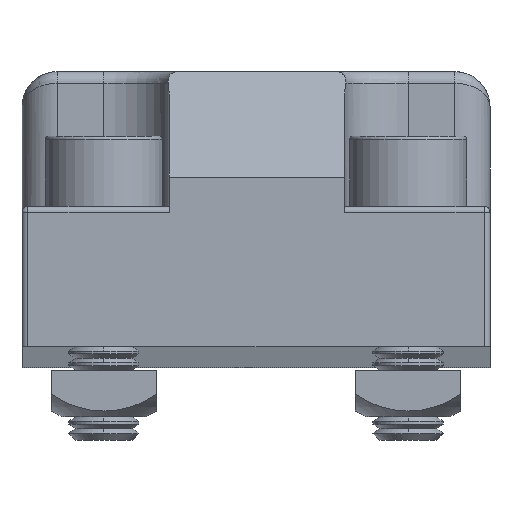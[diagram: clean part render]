
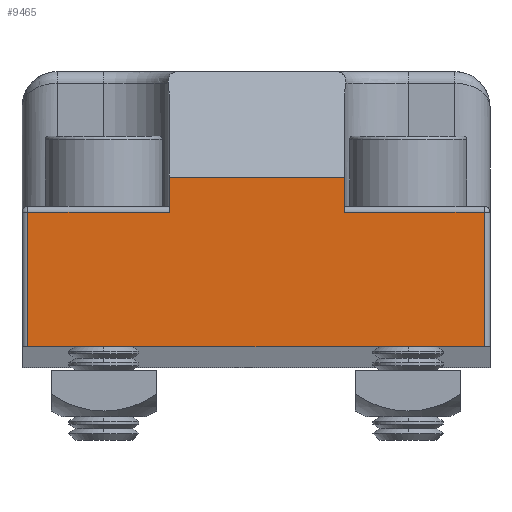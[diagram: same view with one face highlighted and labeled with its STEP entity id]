
A CAD part, front view. The second image highlights one B-rep face of the part: STEP entity #9465.
In plain terms, the highlighted planar face has unit normal (0, -1, 0).
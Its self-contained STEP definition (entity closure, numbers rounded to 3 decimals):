
#1020 = DIRECTION ( 'NONE',  ( 0., 0., 1. ) ) ;
#1142 = LINE ( 'NONE', #3388, #14316 ) ;
#2386 = EDGE_CURVE ( 'NONE', #34722, #9608, #23420, .T. ) ;
#2397 = EDGE_CURVE ( 'NONE', #32471, #20264, #22046, .T. ) ;
#2607 = CARTESIAN_POINT ( 'NONE',  ( -64.995, -5.121, -9.929 ) ) ;
#3388 = CARTESIAN_POINT ( 'NONE',  ( -76.938, -5.121, 1.571 ) ) ;
#3555 = CARTESIAN_POINT ( 'NONE',  ( -91.9, -5.121, 1.571 ) ) ;
#3605 = EDGE_CURVE ( 'NONE', #20264, #13913, #10939, .T. ) ;
#3640 = DIRECTION ( 'NONE',  ( -1., 0., 0. ) ) ;
#3947 = EDGE_CURVE ( 'NONE', #13913, #34722, #10007, .T. ) ;
#4260 = CARTESIAN_POINT ( 'NONE',  ( -90.9, -5.121, 4.571 ) ) ;
#5093 = VECTOR ( 'NONE', #32204, 1000. ) ;
#5197 = LINE ( 'NONE', #9159, #14858 ) ;
#5776 = CARTESIAN_POINT ( 'NONE',  ( -64.995, -5.121, 1.571 ) ) ;
#5796 = VECTOR ( 'NONE', #8844, 1000. ) ;
#6020 = VERTEX_POINT ( 'NONE', #29695 ) ;
#6568 = ORIENTED_EDGE ( 'NONE', *, *, #34957, .T. ) ;
#7088 = EDGE_CURVE ( 'NONE', #15511, #32471, #5197, .T. ) ;
#7199 = ORIENTED_EDGE ( 'NONE', *, *, #2397, .T. ) ;
#8844 = DIRECTION ( 'NONE',  ( 0., 0., 1. ) ) ;
#9159 = CARTESIAN_POINT ( 'NONE',  ( -91.9, -5.121, 13.571 ) ) ;
#9465 = ADVANCED_FACE ( 'NONE', ( #12883 ), #30505, .F. ) ;
#9608 = VERTEX_POINT ( 'NONE', #5776 ) ;
#10007 = LINE ( 'NONE', #25938, #26335 ) ;
#10939 = LINE ( 'NONE', #24419, #23290 ) ;
#11507 = DIRECTION ( 'NONE',  ( 0., 0., -1. ) ) ;
#12883 = FACE_OUTER_BOUND ( 'NONE', #19836, .T. ) ;
#13613 = DIRECTION ( 'NONE',  ( 0., 1., 0. ) ) ;
#13651 = CARTESIAN_POINT ( 'NONE',  ( -91.9, -5.121, 4.571 ) ) ;
#13913 = VERTEX_POINT ( 'NONE', #29359 ) ;
#14313 = LINE ( 'NONE', #4260, #5093 ) ;
#14316 = VECTOR ( 'NONE', #31940, 1000. ) ;
#14463 = DIRECTION ( 'NONE',  ( 1., 0., 0. ) ) ;
#14784 = CARTESIAN_POINT ( 'NONE',  ( -76.938, -5.121, 13.571 ) ) ;
#14858 = VECTOR ( 'NONE', #11507, 1000. ) ;
#14939 = CARTESIAN_POINT ( 'NONE',  ( -103.995, -5.121, 1.571 ) ) ;
#15511 = VERTEX_POINT ( 'NONE', #13651 ) ;
#16965 = EDGE_CURVE ( 'NONE', #9608, #6020, #1142, .T. ) ;
#18856 = DIRECTION ( 'NONE',  ( 0., 0., -1. ) ) ;
#18924 = DIRECTION ( 'NONE',  ( 1., 0., 0. ) ) ;
#19634 = CARTESIAN_POINT ( 'NONE',  ( -76.938, -5.121, 4.571 ) ) ;
#19836 = EDGE_LOOP ( 'NONE', ( #6568, #23424, #26409, #7199, #25824, #31887, #36567, #26800 ) ) ;
#19854 = VECTOR ( 'NONE', #3640, 1000. ) ;
#20264 = VERTEX_POINT ( 'NONE', #14939 ) ;
#20489 = LINE ( 'NONE', #14784, #23132 ) ;
#22046 = LINE ( 'NONE', #34425, #19854 ) ;
#23132 = VECTOR ( 'NONE', #1020, 1000. ) ;
#23290 = VECTOR ( 'NONE', #18856, 1000. ) ;
#23420 = LINE ( 'NONE', #25733, #5796 ) ;
#23424 = ORIENTED_EDGE ( 'NONE', *, *, #24294, .T. ) ;
#24294 = EDGE_CURVE ( 'NONE', #32412, #15511, #14313, .T. ) ;
#24419 = CARTESIAN_POINT ( 'NONE',  ( -103.995, -5.121, 13.571 ) ) ;
#25733 = CARTESIAN_POINT ( 'NONE',  ( -64.995, -5.121, 13.571 ) ) ;
#25824 = ORIENTED_EDGE ( 'NONE', *, *, #3605, .T. ) ;
#25938 = CARTESIAN_POINT ( 'NONE',  ( -64.495, -5.121, -9.929 ) ) ;
#26335 = VECTOR ( 'NONE', #14463, 1000. ) ;
#26409 = ORIENTED_EDGE ( 'NONE', *, *, #7088, .T. ) ;
#26800 = ORIENTED_EDGE ( 'NONE', *, *, #16965, .T. ) ;
#29359 = CARTESIAN_POINT ( 'NONE',  ( -103.995, -5.121, -9.929 ) ) ;
#29695 = CARTESIAN_POINT ( 'NONE',  ( -76.938, -5.121, 1.571 ) ) ;
#30505 = PLANE ( 'NONE',  #33044 ) ;
#31887 = ORIENTED_EDGE ( 'NONE', *, *, #3947, .T. ) ;
#31940 = DIRECTION ( 'NONE',  ( -1., 0., 0. ) ) ;
#32204 = DIRECTION ( 'NONE',  ( -1., 0., 0. ) ) ;
#32412 = VERTEX_POINT ( 'NONE', #19634 ) ;
#32471 = VERTEX_POINT ( 'NONE', #3555 ) ;
#33044 = AXIS2_PLACEMENT_3D ( 'NONE', #35966, #13613, #18924 ) ;
#34425 = CARTESIAN_POINT ( 'NONE',  ( -104.495, -5.121, 1.571 ) ) ;
#34722 = VERTEX_POINT ( 'NONE', #2607 ) ;
#34957 = EDGE_CURVE ( 'NONE', #6020, #32412, #20489, .T. ) ;
#35966 = CARTESIAN_POINT ( 'NONE',  ( -64.495, -5.121, 13.571 ) ) ;
#36567 = ORIENTED_EDGE ( 'NONE', *, *, #2386, .T. ) ;
